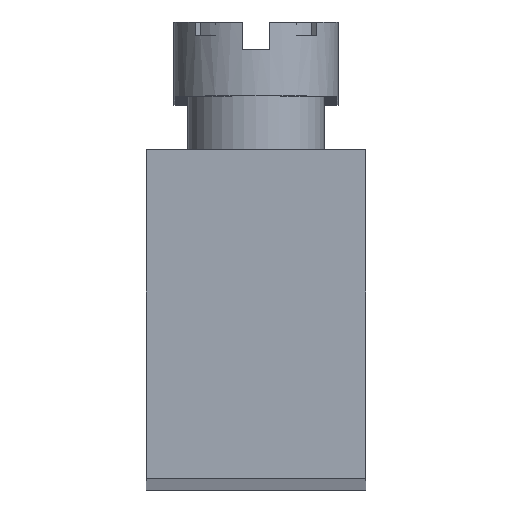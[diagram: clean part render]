
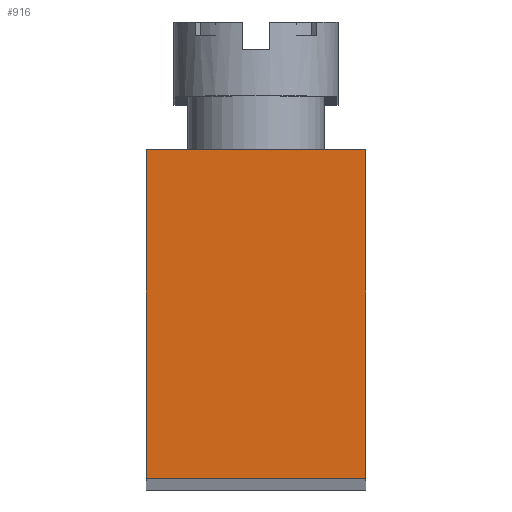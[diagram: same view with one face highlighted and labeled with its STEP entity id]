
A CAD part, top view. The second image highlights one B-rep face of the part: STEP entity #916.
In plain terms, the highlighted planar face has unit normal (0, 0, 1).
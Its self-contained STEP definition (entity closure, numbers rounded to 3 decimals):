
#823 = LINE ( 'NONE', #4642, #24446 ) ;
#916 = ADVANCED_FACE ( 'NONE', ( #16349 ), #16384, .T. ) ;
#3626 = EDGE_CURVE ( 'NONE', #23545, #29503, #823, .T. ) ;
#4642 = CARTESIAN_POINT ( 'NONE',  ( -4., 6., 121. ) ) ;
#4682 = CARTESIAN_POINT ( 'NONE',  ( -4., 6., 121. ) ) ;
#5782 = CARTESIAN_POINT ( 'NONE',  ( -4., -6., 121. ) ) ;
#5900 = AXIS2_PLACEMENT_3D ( 'NONE', #31704, #37763, #19511 ) ;
#7779 = VECTOR ( 'NONE', #16686, 1000. ) ;
#7812 = LINE ( 'NONE', #33564, #15012 ) ;
#8091 = VECTOR ( 'NONE', #34660, 1000. ) ;
#8770 = ORIENTED_EDGE ( 'NONE', *, *, #10265, .T. ) ;
#10265 = EDGE_CURVE ( 'NONE', #13282, #34589, #39638, .T. ) ;
#13242 = CARTESIAN_POINT ( 'NONE',  ( 4., -6., 121. ) ) ;
#13282 = VERTEX_POINT ( 'NONE', #13242 ) ;
#15012 = VECTOR ( 'NONE', #15212, 1000. ) ;
#15212 = DIRECTION ( 'NONE',  ( -1., 0., 0. ) ) ;
#15834 = ORIENTED_EDGE ( 'NONE', *, *, #3626, .T. ) ;
#15917 = LINE ( 'NONE', #31995, #7779 ) ;
#16349 = FACE_OUTER_BOUND ( 'NONE', #16629, .T. ) ;
#16384 = PLANE ( 'NONE',  #5900 ) ;
#16629 = EDGE_LOOP ( 'NONE', ( #15834, #24666, #8770, #18401 ) ) ;
#16686 = DIRECTION ( 'NONE',  ( 1., 0., 0. ) ) ;
#18401 = ORIENTED_EDGE ( 'NONE', *, *, #19733, .T. ) ;
#19511 = DIRECTION ( 'NONE',  ( 1., 0., 0. ) ) ;
#19733 = EDGE_CURVE ( 'NONE', #34589, #23545, #7812, .T. ) ;
#22479 = CARTESIAN_POINT ( 'NONE',  ( 4., 6., 121. ) ) ;
#23234 = DIRECTION ( 'NONE',  ( 0., -1., 0. ) ) ;
#23545 = VERTEX_POINT ( 'NONE', #4682 ) ;
#24446 = VECTOR ( 'NONE', #23234, 1000. ) ;
#24666 = ORIENTED_EDGE ( 'NONE', *, *, #31337, .T. ) ;
#28566 = CARTESIAN_POINT ( 'NONE',  ( 4., 6., 121. ) ) ;
#29503 = VERTEX_POINT ( 'NONE', #5782 ) ;
#31337 = EDGE_CURVE ( 'NONE', #29503, #13282, #15917, .T. ) ;
#31704 = CARTESIAN_POINT ( 'NONE',  ( -4., -6., 121. ) ) ;
#31995 = CARTESIAN_POINT ( 'NONE',  ( -4., -6., 121. ) ) ;
#33564 = CARTESIAN_POINT ( 'NONE',  ( -4., 6., 121. ) ) ;
#34589 = VERTEX_POINT ( 'NONE', #22479 ) ;
#34660 = DIRECTION ( 'NONE',  ( 0., 1., 0. ) ) ;
#37763 = DIRECTION ( 'NONE',  ( 0., 0., 1. ) ) ;
#39638 = LINE ( 'NONE', #28566, #8091 ) ;
